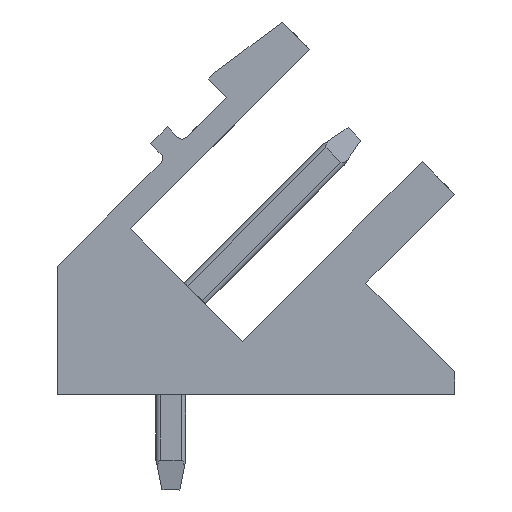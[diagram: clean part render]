
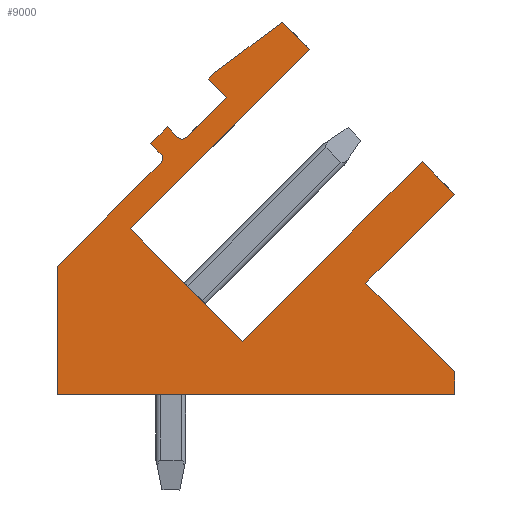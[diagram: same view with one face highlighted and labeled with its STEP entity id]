
A CAD part, left-side view. The second image highlights one B-rep face of the part: STEP entity #9000.
In plain terms, the highlighted planar face has unit normal (-1, 0, 0).
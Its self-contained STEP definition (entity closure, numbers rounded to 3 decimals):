
#7934=AXIS2_PLACEMENT_3D('Circle Axis2P3D',#7932,#7933,$) ;
#8971=AXIS2_PLACEMENT_3D('Plane Axis2P3D',#8968,#8969,#8970) ;
#8975=AXIS2_PLACEMENT_3D('Circle Axis2P3D',#8973,#8974,$) ;
#213=CARTESIAN_POINT('Vertex',(0.,8.98,11.809)) ;
#216=CARTESIAN_POINT('Line Origine',(0.,8.309,12.481)) ;
#220=CARTESIAN_POINT('Vertex',(0.,7.637,13.153)) ;
#1295=CARTESIAN_POINT('Vertex',(0.,4.851,14.751)) ;
#1298=CARTESIAN_POINT('Line Origine',(0.,7.856,11.746)) ;
#1302=CARTESIAN_POINT('Vertex',(0.,10.861,8.74)) ;
#1415=CARTESIAN_POINT('Vertex',(0.,5.77,15.67)) ;
#1418=CARTESIAN_POINT('Line Origine',(0.,5.31,15.21)) ;
#2420=CARTESIAN_POINT('Line Origine',(0.,7.941,13.457)) ;
#2424=CARTESIAN_POINT('Vertex',(0.,8.245,13.761)) ;
#3478=CARTESIAN_POINT('Line Origine',(0.,8.98,6.859)) ;
#3482=CARTESIAN_POINT('Vertex',(0.,7.099,4.979)) ;
#5664=CARTESIAN_POINT('Line Origine',(0.,8.139,13.867)) ;
#5668=CARTESIAN_POINT('Vertex',(0.,8.033,13.973)) ;
#5688=CARTESIAN_POINT('Line Origine',(0.,4.094,7.984)) ;
#5692=CARTESIAN_POINT('Vertex',(0.,1.089,10.989)) ;
#6613=CARTESIAN_POINT('Line Origine',(0.,0.544,10.444)) ;
#6617=CARTESIAN_POINT('Vertex',(0.,0.,9.9)) ;
#6671=CARTESIAN_POINT('Line Origine',(0.,1.485,8.415)) ;
#6675=CARTESIAN_POINT('Vertex',(0.,2.97,6.93)) ;
#6695=CARTESIAN_POINT('Line Origine',(0.,1.485,5.445)) ;
#6699=CARTESIAN_POINT('Vertex',(0.,0.,3.96)) ;
#6719=CARTESIAN_POINT('Line Origine',(0.,0.,3.58)) ;
#6723=CARTESIAN_POINT('Vertex',(0.,0.,3.2)) ;
#6743=CARTESIAN_POINT('Line Origine',(0.,6.65,3.2)) ;
#6747=CARTESIAN_POINT('Vertex',(0.,13.3,3.2)) ;
#7889=CARTESIAN_POINT('Line Origine',(0.,13.3,5.345)) ;
#7893=CARTESIAN_POINT('Vertex',(0.,13.3,7.489)) ;
#7908=CARTESIAN_POINT('Line Origine',(0.,11.564,9.225)) ;
#7912=CARTESIAN_POINT('Vertex',(0.,9.829,10.961)) ;
#7932=CARTESIAN_POINT('Axis2P3D Location',(0.,9.97,11.102)) ;
#7936=CARTESIAN_POINT('Vertex',(0.,9.829,11.244)) ;
#7956=CARTESIAN_POINT('Line Origine',(0.,10.006,11.42)) ;
#7960=CARTESIAN_POINT('Vertex',(0.,10.182,11.597)) ;
#7980=CARTESIAN_POINT('Line Origine',(0.,9.899,11.88)) ;
#7984=CARTESIAN_POINT('Vertex',(0.,9.617,12.163)) ;
#8004=CARTESIAN_POINT('Line Origine',(0.,9.44,11.986)) ;
#8008=CARTESIAN_POINT('Vertex',(0.,9.263,11.809)) ;
#8220=CARTESIAN_POINT('Line Origine',(0.,6.901,14.821)) ;
#8968=CARTESIAN_POINT('Axis2P3D Location',(0.,0.,0.)) ;
#8973=CARTESIAN_POINT('Axis2P3D Location',(0.,9.122,11.951)) ;
#217=DIRECTION('Vector Direction',(0.,-0.707,0.707)) ;
#1299=DIRECTION('Vector Direction',(0.,0.707,-0.707)) ;
#1419=DIRECTION('Vector Direction',(0.,-0.707,-0.707)) ;
#2421=DIRECTION('Vector Direction',(0.,0.707,0.707)) ;
#3479=DIRECTION('Vector Direction',(0.,-0.707,-0.707)) ;
#5665=DIRECTION('Vector Direction',(0.,-0.707,0.707)) ;
#5689=DIRECTION('Vector Direction',(0.,-0.707,0.707)) ;
#6614=DIRECTION('Vector Direction',(0.,-0.707,-0.707)) ;
#6672=DIRECTION('Vector Direction',(0.,0.707,-0.707)) ;
#6696=DIRECTION('Vector Direction',(0.,-0.707,-0.707)) ;
#6720=DIRECTION('Vector Direction',(0.,0.,-1.)) ;
#6744=DIRECTION('Vector Direction',(0.,1.,0.)) ;
#7890=DIRECTION('Vector Direction',(0.,0.,1.)) ;
#7909=DIRECTION('Vector Direction',(0.,-0.707,0.707)) ;
#7933=DIRECTION('Axis2P3D Direction',(-1.,0.,0.)) ;
#7957=DIRECTION('Vector Direction',(0.,0.707,0.707)) ;
#7981=DIRECTION('Vector Direction',(0.,-0.707,0.707)) ;
#8005=DIRECTION('Vector Direction',(0.,-0.707,-0.707)) ;
#8221=DIRECTION('Vector Direction',(0.,-0.8,0.6)) ;
#8969=DIRECTION('Axis2P3D Direction',(-1.,0.,0.)) ;
#8970=DIRECTION('Axis2P3D XDirection',(0.,0.,1.)) ;
#8974=DIRECTION('Axis2P3D Direction',(-1.,0.,0.)) ;
#218=VECTOR('Line Direction',#217,1.) ;
#1300=VECTOR('Line Direction',#1299,1.) ;
#1420=VECTOR('Line Direction',#1419,1.) ;
#2422=VECTOR('Line Direction',#2421,1.) ;
#3480=VECTOR('Line Direction',#3479,1.) ;
#5666=VECTOR('Line Direction',#5665,1.) ;
#5690=VECTOR('Line Direction',#5689,1.) ;
#6615=VECTOR('Line Direction',#6614,1.) ;
#6673=VECTOR('Line Direction',#6672,1.) ;
#6697=VECTOR('Line Direction',#6696,1.) ;
#6721=VECTOR('Line Direction',#6720,1.) ;
#6745=VECTOR('Line Direction',#6744,1.) ;
#7891=VECTOR('Line Direction',#7890,1.) ;
#7910=VECTOR('Line Direction',#7909,1.) ;
#7958=VECTOR('Line Direction',#7957,1.) ;
#7982=VECTOR('Line Direction',#7981,1.) ;
#8006=VECTOR('Line Direction',#8005,1.) ;
#8222=VECTOR('Line Direction',#8221,1.) ;
#8979=ORIENTED_EDGE('',*,*,#3484,.T.) ;
#8980=ORIENTED_EDGE('',*,*,#1304,.T.) ;
#8981=ORIENTED_EDGE('',*,*,#1422,.T.) ;
#8982=ORIENTED_EDGE('',*,*,#8224,.T.) ;
#8983=ORIENTED_EDGE('',*,*,#5670,.T.) ;
#8984=ORIENTED_EDGE('',*,*,#2426,.T.) ;
#8985=ORIENTED_EDGE('',*,*,#222,.T.) ;
#8986=ORIENTED_EDGE('',*,*,#8977,.T.) ;
#8987=ORIENTED_EDGE('',*,*,#8010,.T.) ;
#8988=ORIENTED_EDGE('',*,*,#7986,.T.) ;
#8989=ORIENTED_EDGE('',*,*,#7962,.T.) ;
#8990=ORIENTED_EDGE('',*,*,#7938,.T.) ;
#8991=ORIENTED_EDGE('',*,*,#7914,.T.) ;
#8992=ORIENTED_EDGE('',*,*,#7895,.T.) ;
#8993=ORIENTED_EDGE('',*,*,#6749,.T.) ;
#8994=ORIENTED_EDGE('',*,*,#6725,.T.) ;
#8995=ORIENTED_EDGE('',*,*,#6701,.T.) ;
#8996=ORIENTED_EDGE('',*,*,#6677,.T.) ;
#8997=ORIENTED_EDGE('',*,*,#6619,.T.) ;
#8998=ORIENTED_EDGE('',*,*,#5694,.T.) ;
#9000=ADVANCED_FACE('Housing',(#8999),#8972,.T.) ;
#7935=CIRCLE('generated circle',#7934,0.2) ;
#8976=CIRCLE('generated circle',#8975,0.2) ;
#222=EDGE_CURVE('',#221,#214,#219,.F.) ;
#1304=EDGE_CURVE('',#1303,#1296,#1301,.F.) ;
#1422=EDGE_CURVE('',#1296,#1416,#1421,.F.) ;
#2426=EDGE_CURVE('',#2425,#221,#2423,.F.) ;
#3484=EDGE_CURVE('',#3483,#1303,#3481,.F.) ;
#5670=EDGE_CURVE('',#5669,#2425,#5667,.F.) ;
#5694=EDGE_CURVE('',#5693,#3483,#5691,.F.) ;
#6619=EDGE_CURVE('',#6618,#5693,#6616,.F.) ;
#6677=EDGE_CURVE('',#6676,#6618,#6674,.F.) ;
#6701=EDGE_CURVE('',#6700,#6676,#6698,.F.) ;
#6725=EDGE_CURVE('',#6724,#6700,#6722,.F.) ;
#6749=EDGE_CURVE('',#6748,#6724,#6746,.F.) ;
#7895=EDGE_CURVE('',#7894,#6748,#7892,.F.) ;
#7914=EDGE_CURVE('',#7913,#7894,#7911,.F.) ;
#7938=EDGE_CURVE('',#7937,#7913,#7935,.F.) ;
#7962=EDGE_CURVE('',#7961,#7937,#7959,.F.) ;
#7986=EDGE_CURVE('',#7985,#7961,#7983,.F.) ;
#8010=EDGE_CURVE('',#8009,#7985,#8007,.F.) ;
#8224=EDGE_CURVE('',#1416,#5669,#8223,.F.) ;
#8977=EDGE_CURVE('',#214,#8009,#8976,.F.) ;
#8978=EDGE_LOOP('',(#8979,#8980,#8981,#8982,#8983,#8984,#8985,#8986,#8987,#8988,#8989,#8990,#8991,#8992,#8993,#8994,#8995,#8996,#8997,#8998)) ;
#8999=FACE_OUTER_BOUND('',#8978,.T.) ;
#219=LINE('Line',#216,#218) ;
#1301=LINE('Line',#1298,#1300) ;
#1421=LINE('Line',#1418,#1420) ;
#2423=LINE('Line',#2420,#2422) ;
#3481=LINE('Line',#3478,#3480) ;
#5667=LINE('Line',#5664,#5666) ;
#5691=LINE('Line',#5688,#5690) ;
#6616=LINE('Line',#6613,#6615) ;
#6674=LINE('Line',#6671,#6673) ;
#6698=LINE('Line',#6695,#6697) ;
#6722=LINE('Line',#6719,#6721) ;
#6746=LINE('Line',#6743,#6745) ;
#7892=LINE('Line',#7889,#7891) ;
#7911=LINE('Line',#7908,#7910) ;
#7959=LINE('Line',#7956,#7958) ;
#7983=LINE('Line',#7980,#7982) ;
#8007=LINE('Line',#8004,#8006) ;
#8223=LINE('Line',#8220,#8222) ;
#8972=PLANE('',#8971) ;
#214=VERTEX_POINT('',#213) ;
#221=VERTEX_POINT('',#220) ;
#1296=VERTEX_POINT('',#1295) ;
#1303=VERTEX_POINT('',#1302) ;
#1416=VERTEX_POINT('',#1415) ;
#2425=VERTEX_POINT('',#2424) ;
#3483=VERTEX_POINT('',#3482) ;
#5669=VERTEX_POINT('',#5668) ;
#5693=VERTEX_POINT('',#5692) ;
#6618=VERTEX_POINT('',#6617) ;
#6676=VERTEX_POINT('',#6675) ;
#6700=VERTEX_POINT('',#6699) ;
#6724=VERTEX_POINT('',#6723) ;
#6748=VERTEX_POINT('',#6747) ;
#7894=VERTEX_POINT('',#7893) ;
#7913=VERTEX_POINT('',#7912) ;
#7937=VERTEX_POINT('',#7936) ;
#7961=VERTEX_POINT('',#7960) ;
#7985=VERTEX_POINT('',#7984) ;
#8009=VERTEX_POINT('',#8008) ;
